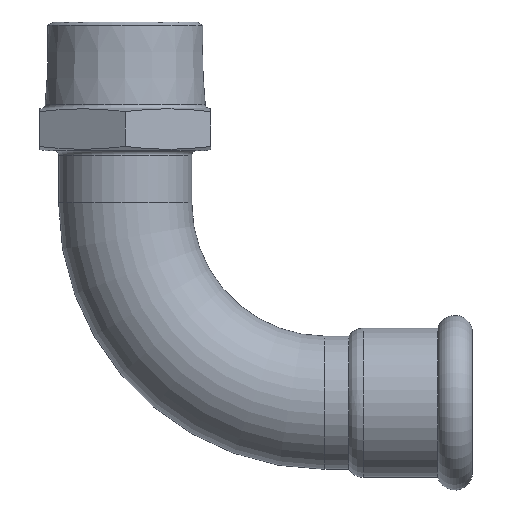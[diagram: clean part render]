
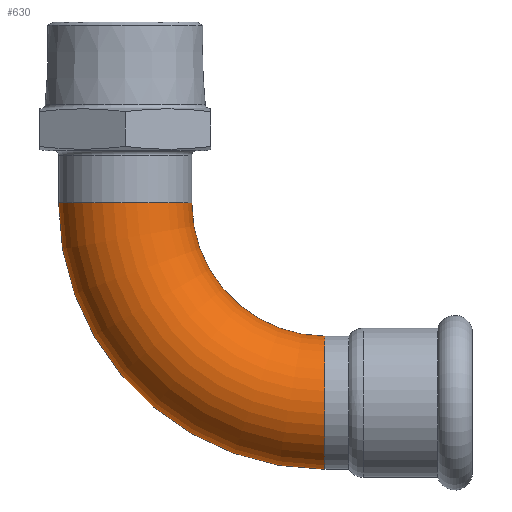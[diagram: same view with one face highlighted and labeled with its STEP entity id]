
A CAD part, top view. The second image highlights one B-rep face of the part: STEP entity #630.
In plain terms, the highlighted toroidal (fillet/blend) face has major radius 42 mm and minor radius 14 mm.
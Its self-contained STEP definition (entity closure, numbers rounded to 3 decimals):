
#113=FACE_OUTER_BOUND('',#146,.T.);
#146=EDGE_LOOP('',(#532,#533,#534,#535,#536));
#198=CIRCLE('',#723,14.);
#203=CIRCLE('',#730,28.);
#204=CIRCLE('',#731,14.);
#205=CIRCLE('',#732,14.);
#275=VERTEX_POINT('',#1147);
#279=VERTEX_POINT('',#1159);
#280=VERTEX_POINT('',#1161);
#366=EDGE_CURVE('',#275,#275,#198,.T.);
#371=EDGE_CURVE('',#275,#279,#203,.T.);
#372=EDGE_CURVE('',#279,#280,#204,.T.);
#373=EDGE_CURVE('',#280,#279,#205,.T.);
#532=ORIENTED_EDGE('',*,*,#366,.F.);
#533=ORIENTED_EDGE('',*,*,#371,.T.);
#534=ORIENTED_EDGE('',*,*,#372,.T.);
#535=ORIENTED_EDGE('',*,*,#373,.T.);
#536=ORIENTED_EDGE('',*,*,#371,.F.);
#604=TOROIDAL_SURFACE('',#729,42.,14.);
#630=ADVANCED_FACE('',(#113),#604,.T.);
#723=AXIS2_PLACEMENT_3D('',#1149,#904,#905);
#729=AXIS2_PLACEMENT_3D('',#1158,#916,#917);
#730=AXIS2_PLACEMENT_3D('',#1160,#918,#919);
#731=AXIS2_PLACEMENT_3D('',#1162,#920,#921);
#732=AXIS2_PLACEMENT_3D('',#1163,#922,#923);
#904=DIRECTION('center_axis',(0.,1.,0.));
#905=DIRECTION('ref_axis',(-1.,0.,0.));
#916=DIRECTION('center_axis',(0.,0.,-1.));
#917=DIRECTION('ref_axis',(-1.,0.,0.));
#918=DIRECTION('center_axis',(0.,0.,1.));
#919=DIRECTION('ref_axis',(-1.,0.,0.));
#920=DIRECTION('center_axis',(-1.,0.,0.));
#921=DIRECTION('ref_axis',(0.,0.,1.));
#922=DIRECTION('center_axis',(-1.,0.,0.));
#923=DIRECTION('ref_axis',(0.,0.,1.));
#1147=CARTESIAN_POINT('',(-59.,42.,0.));
#1149=CARTESIAN_POINT('Origin',(-73.,42.,0.));
#1158=CARTESIAN_POINT('Origin',(-31.,42.,0.));
#1159=CARTESIAN_POINT('',(-31.,14.,0.));
#1160=CARTESIAN_POINT('Origin',(-31.,42.,0.));
#1161=CARTESIAN_POINT('',(-31.,-14.,0.));
#1162=CARTESIAN_POINT('Origin',(-31.,0.,0.));
#1163=CARTESIAN_POINT('Origin',(-31.,0.,0.));
